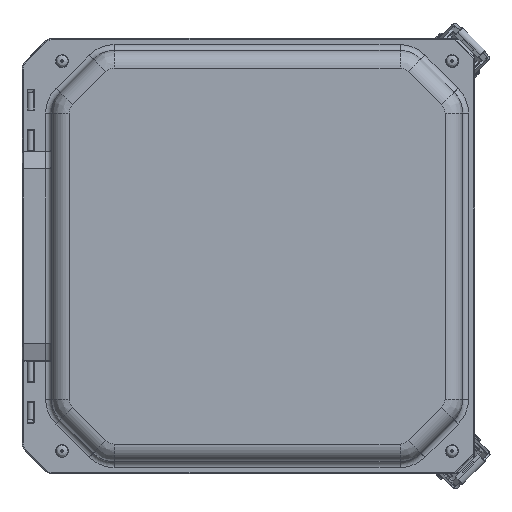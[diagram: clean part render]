
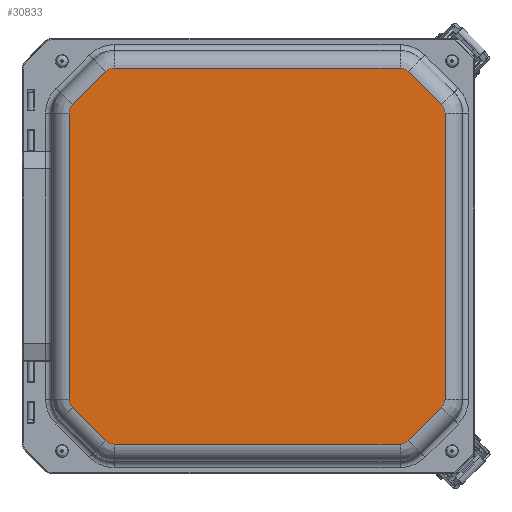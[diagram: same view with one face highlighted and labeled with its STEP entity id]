
A CAD part, top view. The second image highlights one B-rep face of the part: STEP entity #30833.
In plain terms, the highlighted planar face has unit normal (0, 0, 1).
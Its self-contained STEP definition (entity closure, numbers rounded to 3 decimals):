
#4110=LINE($,#70203,#6121);
#4113=LINE($,#70210,#6124);
#4114=LINE($,#70239,#6125);
#4115=LINE($,#70243,#6126);
#4116=LINE($,#70273,#6127);
#4118=LINE($,#70279,#6129);
#4119=LINE($,#70308,#6130);
#4120=LINE($,#70312,#6131);
#6121=VECTOR($,#42959,6.169);
#6124=VECTOR($,#42966,1.013);
#6125=VECTOR($,#42981,1.013);
#6126=VECTOR($,#42986,6.171);
#6127=VECTOR($,#43001,6.171);
#6129=VECTOR($,#43007,1.013);
#6130=VECTOR($,#43022,1.013);
#6131=VECTOR($,#43027,6.169);
#6884=PLANE($,#34361);
#8846=FACE_OUTER_BOUND($,#10879,.T.);
#10879=EDGE_LOOP($,(#27717,#27718,#27719,#27720,#27721,#27722,#27723,#27724,
#27725,#27726,#27727,#27728,#27729,#27730,#27731,#27732));
#12470=CIRCLE($,#34324,0.254);
#12476=CIRCLE($,#34332,0.254);
#12479=CIRCLE($,#34335,0.254);
#12483=CIRCLE($,#34341,0.254);
#12486=CIRCLE($,#34344,0.254);
#12490=CIRCLE($,#34350,0.254);
#12493=CIRCLE($,#34353,0.254);
#12496=CIRCLE($,#34358,0.254);
#14955=VERTEX_POINT($,#70193);
#14956=VERTEX_POINT($,#70195);
#14958=VERTEX_POINT($,#70201);
#14959=VERTEX_POINT($,#70206);
#14961=VERTEX_POINT($,#70220);
#14962=VERTEX_POINT($,#70232);
#14963=VERTEX_POINT($,#70237);
#14964=VERTEX_POINT($,#70241);
#14965=VERTEX_POINT($,#70253);
#14966=VERTEX_POINT($,#70265);
#14968=VERTEX_POINT($,#70271);
#14969=VERTEX_POINT($,#70275);
#14971=VERTEX_POINT($,#70289);
#14972=VERTEX_POINT($,#70301);
#14973=VERTEX_POINT($,#70306);
#14974=VERTEX_POINT($,#70310);
#19273=EDGE_CURVE($,#14955,#14956,#12470,.T.);
#19277=EDGE_CURVE($,#14958,#14955,#4110,.T.);
#19281=EDGE_CURVE($,#14956,#14959,#4113,.T.);
#19283=EDGE_CURVE($,#14961,#14958,#12476,.T.);
#19286=EDGE_CURVE($,#14959,#14962,#12479,.T.);
#19288=EDGE_CURVE($,#14963,#14961,#4114,.T.);
#19290=EDGE_CURVE($,#14962,#14964,#4115,.T.);
#19292=EDGE_CURVE($,#14965,#14963,#12483,.T.);
#19295=EDGE_CURVE($,#14964,#14966,#12486,.T.);
#19297=EDGE_CURVE($,#14968,#14965,#4116,.T.);
#19300=EDGE_CURVE($,#14966,#14969,#4118,.T.);
#19302=EDGE_CURVE($,#14971,#14968,#12490,.T.);
#19305=EDGE_CURVE($,#14969,#14972,#12493,.T.);
#19307=EDGE_CURVE($,#14973,#14971,#4119,.T.);
#19309=EDGE_CURVE($,#14972,#14974,#4120,.T.);
#19310=EDGE_CURVE($,#14974,#14973,#12496,.T.);
#27717=ORIENTED_EDGE($,*,*,#19273,.F.);
#27718=ORIENTED_EDGE($,*,*,#19277,.F.);
#27719=ORIENTED_EDGE($,*,*,#19283,.F.);
#27720=ORIENTED_EDGE($,*,*,#19288,.F.);
#27721=ORIENTED_EDGE($,*,*,#19292,.F.);
#27722=ORIENTED_EDGE($,*,*,#19297,.F.);
#27723=ORIENTED_EDGE($,*,*,#19302,.F.);
#27724=ORIENTED_EDGE($,*,*,#19307,.F.);
#27725=ORIENTED_EDGE($,*,*,#19310,.F.);
#27726=ORIENTED_EDGE($,*,*,#19309,.F.);
#27727=ORIENTED_EDGE($,*,*,#19305,.F.);
#27728=ORIENTED_EDGE($,*,*,#19300,.F.);
#27729=ORIENTED_EDGE($,*,*,#19295,.F.);
#27730=ORIENTED_EDGE($,*,*,#19290,.F.);
#27731=ORIENTED_EDGE($,*,*,#19286,.F.);
#27732=ORIENTED_EDGE($,*,*,#19281,.F.);
#30833=ADVANCED_FACE($,(#8846),#6884,.T.);
#34324=AXIS2_PLACEMENT_3D($,#70196,#42949,#42950);
#34332=AXIS2_PLACEMENT_3D($,#70222,#42969,#42970);
#34335=AXIS2_PLACEMENT_3D($,#70235,#42975,#42976);
#34341=AXIS2_PLACEMENT_3D($,#70255,#42989,#42990);
#34344=AXIS2_PLACEMENT_3D($,#70269,#42995,#42996);
#34350=AXIS2_PLACEMENT_3D($,#70291,#43010,#43011);
#34353=AXIS2_PLACEMENT_3D($,#70304,#43016,#43017);
#34358=AXIS2_PLACEMENT_3D($,#70322,#43028,#43029);
#34361=AXIS2_PLACEMENT_3D($,#70327,#43036,#43037);
#42949=DIRECTION('center_axis',(0.,0.,-1.));
#42950=DIRECTION('ref_axis',(-0.383,-0.924,0.));
#42959=DIRECTION($,(-1.,0.,0.));
#42966=DIRECTION($,(-0.707,0.707,0.));
#42969=DIRECTION('center_axis',(0.,0.,-1.));
#42970=DIRECTION('ref_axis',(0.383,-0.924,0.));
#42975=DIRECTION('center_axis',(0.,0.,-1.));
#42976=DIRECTION('ref_axis',(-0.924,-0.383,0.));
#42981=DIRECTION($,(-0.707,-0.707,0.));
#42986=DIRECTION($,(0.,1.,0.));
#42989=DIRECTION('center_axis',(0.,0.,-1.));
#42990=DIRECTION('ref_axis',(0.924,-0.383,0.));
#42995=DIRECTION('center_axis',(0.,0.,-1.));
#42996=DIRECTION('ref_axis',(-0.924,0.383,0.));
#43001=DIRECTION($,(0.,-1.,0.));
#43007=DIRECTION($,(0.707,0.707,0.));
#43010=DIRECTION('center_axis',(0.,0.,-1.));
#43011=DIRECTION('ref_axis',(0.924,0.383,0.));
#43016=DIRECTION('center_axis',(0.,0.,-1.));
#43017=DIRECTION('ref_axis',(-0.383,0.924,0.));
#43022=DIRECTION($,(0.707,-0.707,0.));
#43027=DIRECTION($,(1.,0.,0.));
#43028=DIRECTION('center_axis',(0.,0.,-1.));
#43029=DIRECTION('ref_axis',(0.383,0.924,0.));
#43036=DIRECTION('center_axis',(0.,0.,1.));
#43037=DIRECTION('ref_axis',(1.,0.,0.));
#70193=CARTESIAN_POINT('',(-2.896,-4.056,1.));
#70195=CARTESIAN_POINT('',(-3.076,-3.982,1.));
#70196=CARTESIAN_POINT('Origin',(-2.896,-3.802,1.));
#70201=CARTESIAN_POINT('',(3.273,-4.056,1.));
#70203=CARTESIAN_POINT($,(3.273,-4.056,1.));
#70206=CARTESIAN_POINT('',(-3.792,-3.265,1.));
#70210=CARTESIAN_POINT($,(-3.076,-3.982,1.));
#70220=CARTESIAN_POINT('',(3.453,-3.982,1.));
#70222=CARTESIAN_POINT('Origin',(3.273,-3.802,1.));
#70232=CARTESIAN_POINT('',(-3.866,-3.086,1.));
#70235=CARTESIAN_POINT('Origin',(-3.612,-3.086,1.));
#70237=CARTESIAN_POINT('',(4.169,-3.265,1.));
#70239=CARTESIAN_POINT($,(4.169,-3.265,1.));
#70241=CARTESIAN_POINT('',(-3.866,3.086,1.));
#70243=CARTESIAN_POINT($,(-3.866,-3.086,1.));
#70253=CARTESIAN_POINT('',(4.243,-3.086,1.));
#70255=CARTESIAN_POINT('Origin',(3.99,-3.086,1.));
#70265=CARTESIAN_POINT('',(-3.792,3.265,1.));
#70269=CARTESIAN_POINT('Origin',(-3.612,3.086,1.));
#70271=CARTESIAN_POINT('',(4.243,3.086,1.));
#70273=CARTESIAN_POINT($,(4.243,3.086,1.));
#70275=CARTESIAN_POINT('',(-3.076,3.982,1.));
#70279=CARTESIAN_POINT($,(-3.792,3.265,1.));
#70289=CARTESIAN_POINT('',(4.169,3.265,1.));
#70291=CARTESIAN_POINT('Origin',(3.99,3.086,1.));
#70301=CARTESIAN_POINT('',(-2.896,4.056,1.));
#70304=CARTESIAN_POINT('Origin',(-2.896,3.802,1.));
#70306=CARTESIAN_POINT('',(3.453,3.982,1.));
#70308=CARTESIAN_POINT($,(3.453,3.982,1.));
#70310=CARTESIAN_POINT('',(3.273,4.056,1.));
#70312=CARTESIAN_POINT($,(-2.896,4.056,1.));
#70322=CARTESIAN_POINT('Origin',(3.273,3.802,1.));
#70327=CARTESIAN_POINT('Origin',(0.189,0.,1.));
